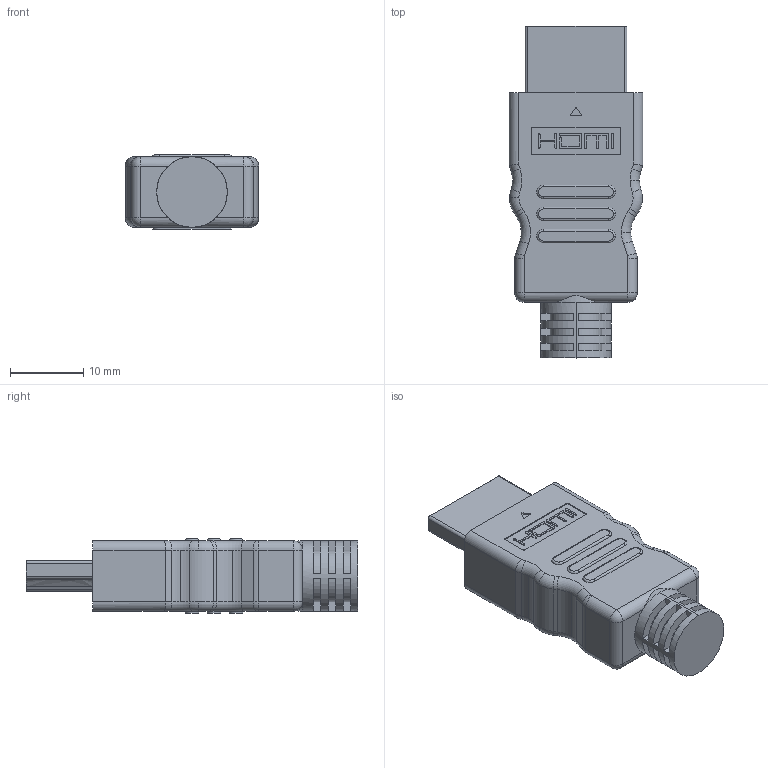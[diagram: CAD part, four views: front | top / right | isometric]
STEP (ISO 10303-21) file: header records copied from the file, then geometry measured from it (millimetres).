
FILE_DESCRIPTION (( 'STEP AP214' ), '1' );
FILE_NAME ('HDMI Male V2.STEP', '2018-07-09T16:51:39', ( '' ), ( '' ), 'SwSTEP 2.0', 'SolidWorks 2015', '' );
FILE_SCHEMA (( 'AUTOMOTIVE_DESIGN' ));
Length unit declared in the file: inch
Products named in the file (1): HDMI Male V2
Bounding box: 18.29 x 45.47 x 10.16 mm (x, y, z)
Volume: 5564.8 mm3; surface area: 3219.3 mm2
Topology: 40 solids, 40 shells, 765 faces, 1874 edges, 1231 vertices
Faces by surface type: plane 539, cylinder 182, torus 31, bspline 6, sphere 4, cone 3
Entity records: 26152 total; most frequent: CARTESIAN_POINT 4062, DIRECTION 3809, ORIENTED_EDGE 3740, EDGE_CURVE 1870, VECTOR 1403, LINE 1403, VERTEX_POINT 1231, AXIS2_PLACEMENT_3D 1203
